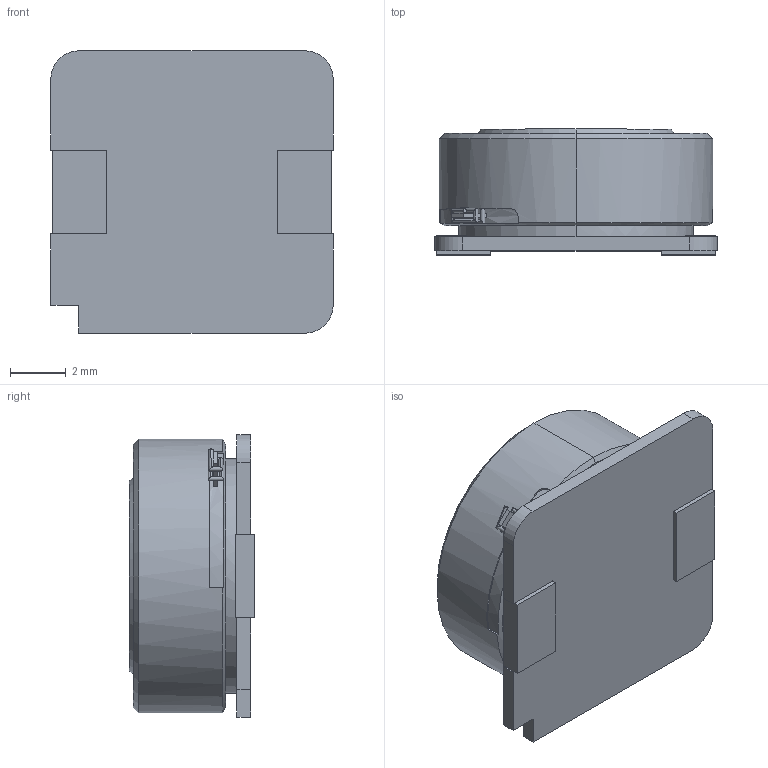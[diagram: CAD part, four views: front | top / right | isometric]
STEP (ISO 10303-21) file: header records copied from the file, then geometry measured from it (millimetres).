
FILE_DESCRIPTION (( 'STEP AP214' ), '1' );
FILE_NAME ('SLF10145T-100M2R5-PF.STEP', '2022-07-07T10:41:16', ( '' ), ( '' ), 'SwSTEP 2.0', 'SolidWorks 2018', '' );
FILE_SCHEMA (( 'AUTOMOTIVE_DESIGN' ));
Length unit declared in the file: millimetre
Products named in the file (1): SLF10145T-100M2R5-PF
Bounding box: 10.1 x 4.5 x 10.1 mm (x, y, z)
Volume: 328.3 mm3; surface area: 406.8 mm2
Topology: 3 solids, 3 shells, 112 faces, 291 edges, 190 vertices
Faces by surface type: plane 56, cylinder 50, cone 6
Entity records: 4668 total; most frequent: CARTESIAN_POINT 932, ORIENTED_EDGE 582, DIRECTION 499, EDGE_CURVE 291, VERTEX_POINT 190, AXIS2_PLACEMENT_3D 167, VECTOR 165, LINE 165
